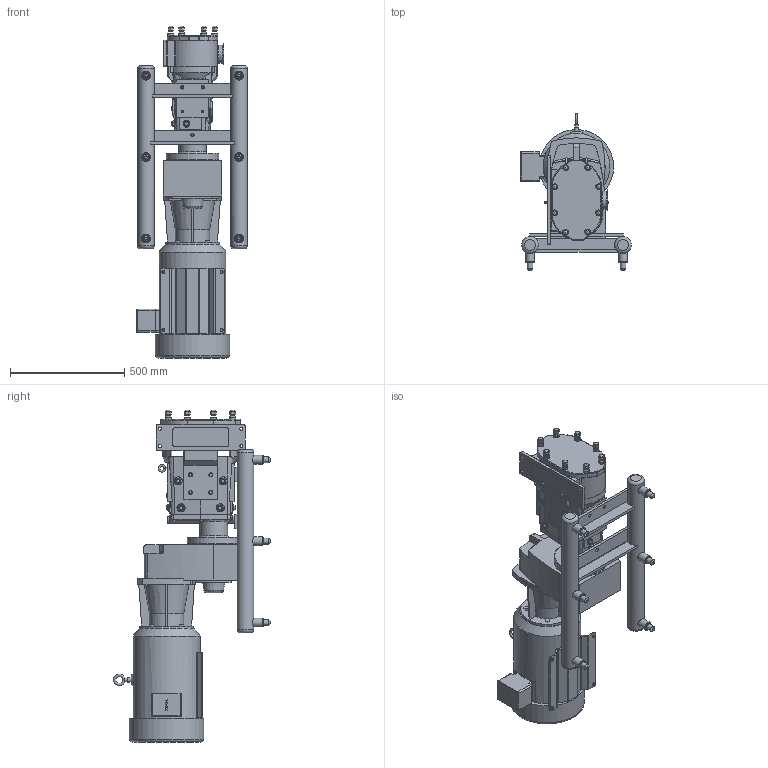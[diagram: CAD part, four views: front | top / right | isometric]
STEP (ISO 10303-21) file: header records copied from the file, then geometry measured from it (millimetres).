
FILE_DESCRIPTION(/* description */ (''),/* implementation_level */ '2;1');
FILE_NAME(/* name */ 'U3_134U3_256TC_(3.27 x 9.52)x3.0_S-Line_20HP_LH_SM.stp',/* time_stamp */ '2021-05-24T19:17:42+06:00',/* author */ ('trtmhr'),/* organization */ (''),/* preprocessor_version */ 'ST-DEVELOPER v18.1',/* originating_system */ 'Autodesk Inventor 2020',/* authorisation */ '');
FILE_SCHEMA (('AUTOMOTIVE_DESIGN { 1 0 10303 214 3 1 1 }'));
Length unit declared in the file: inch
Products named in the file (1): U3_134U3_256TC_(3.27 x 9.52)x3.0_S-Line_20HP_LH_SM
Bounding box: 483.68 x 685.29 x 1450.11 mm (x, y, z)
Volume: 90762484.3 mm3; surface area: 2690492.5 mm2
Topology: 2 solids, 2 shells, 1054 faces, 2902 edges, 1922 vertices
Faces by surface type: plane 521, cylinder 316, torus 73, cone 70, bspline 62, sphere 12
Full cylindrical faces by diameter (mm): 7.62 x2, 7.798 x1, 10.719 x4, 13.462 x4, 13.487 x4, 14.3 x3, 14.478 x1, 15.24 x1, 19.05 x8, 19.304 x1, 23.876 x3, 25.4 x19, 29.21 x2, 31.75 x3, 35.052 x6, 38.1 x6, 65.786 x1, 76.2 x1, 78.461 x1, 79.477 x1, 91.008 x1, 120.65 x1, 229.997 x1, 230.124 x1, 232.994 x1, 292.329 x1, 324.612 x1
Entity records: 35867 total; most frequent: CARTESIAN_POINT 8580, ORIENTED_EDGE 5766, DIRECTION 5721, EDGE_CURVE 2883, AXIS2_PLACEMENT_3D 2158, VERTEX_POINT 1922, LINE 1405, VECTOR 1405
